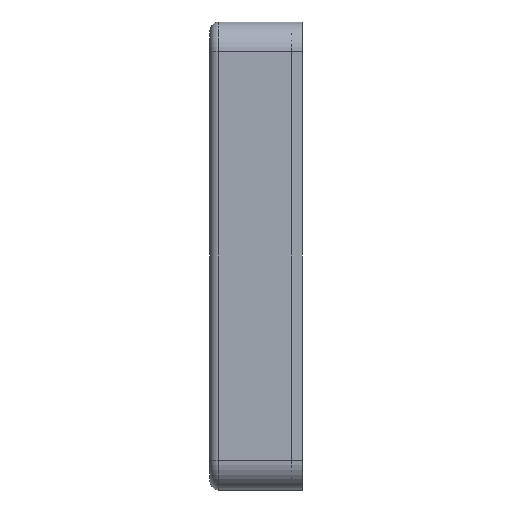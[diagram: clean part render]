
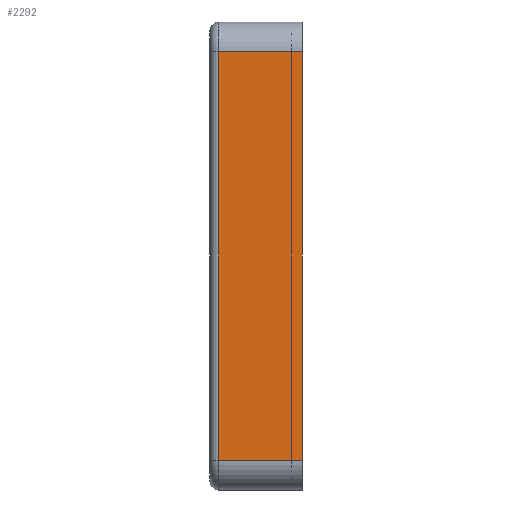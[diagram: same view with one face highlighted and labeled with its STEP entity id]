
A CAD part, left-side view. The second image highlights one B-rep face of the part: STEP entity #2292.
In plain terms, the highlighted planar face has unit normal (-1, 0, 0).
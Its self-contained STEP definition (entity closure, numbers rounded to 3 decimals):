
#86=PLANE('',#2587);
#215=FACE_OUTER_BOUND('',#353,.T.);
#353=EDGE_LOOP('',(#2094,#2095,#2096,#2097));
#429=LINE('',#3626,#613);
#457=LINE('',#3748,#641);
#460=LINE('',#3761,#644);
#537=LINE('',#4016,#721);
#613=VECTOR('',#2851,10.);
#641=VECTOR('',#2987,10.);
#644=VECTOR('',#3006,10.);
#721=VECTOR('',#3333,10.);
#993=VERTEX_POINT('',#3623);
#994=VERTEX_POINT('',#3625);
#1033=VERTEX_POINT('',#3742);
#1034=VERTEX_POINT('',#3746);
#1236=EDGE_CURVE('',#993,#994,#429,.T.);
#1297=EDGE_CURVE('',#1033,#1034,#457,.T.);
#1304=EDGE_CURVE('',#994,#1033,#460,.T.);
#1425=EDGE_CURVE('',#993,#1034,#537,.T.);
#2094=ORIENTED_EDGE('',*,*,#1297,.F.);
#2095=ORIENTED_EDGE('',*,*,#1304,.F.);
#2096=ORIENTED_EDGE('',*,*,#1236,.F.);
#2097=ORIENTED_EDGE('',*,*,#1425,.T.);
#2292=ADVANCED_FACE('',(#215),#86,.T.);
#2587=AXIS2_PLACEMENT_3D('',#4017,#3334,#3335);
#2851=DIRECTION('',(0.,0.,-1.));
#2987=DIRECTION('',(0.,0.,1.));
#3006=DIRECTION('',(0.,1.,0.));
#3333=DIRECTION('',(0.,1.,0.));
#3334=DIRECTION('center_axis',(-1.,0.,0.));
#3335=DIRECTION('ref_axis',(0.,0.,1.));
#3623=CARTESIAN_POINT('',(-16.525,-2.5,9.525));
#3625=CARTESIAN_POINT('',(-16.525,-2.5,-85.725));
#3626=CARTESIAN_POINT('',(-16.525,-2.5,9.525));
#3742=CARTESIAN_POINT('',(-16.525,17.,-85.725));
#3746=CARTESIAN_POINT('',(-16.525,17.,9.525));
#3748=CARTESIAN_POINT('',(-16.525,17.,-61.913));
#3761=CARTESIAN_POINT('',(-16.525,0.,-85.725));
#4016=CARTESIAN_POINT('',(-16.525,0.,9.525));
#4017=CARTESIAN_POINT('Origin',(-16.525,0.,-85.725));
